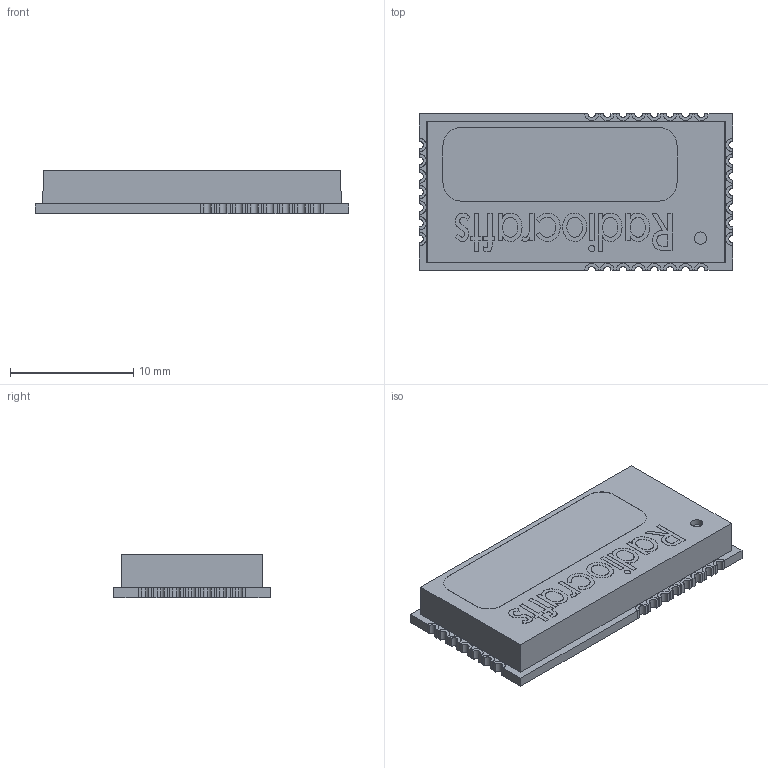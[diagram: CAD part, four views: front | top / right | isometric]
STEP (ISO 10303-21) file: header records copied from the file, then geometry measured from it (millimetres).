
FILE_DESCRIPTION (( 'STEP AP214' ), '1' );
FILE_NAME ('Radiocrafts_433MHz.STEP', '2015-06-15T19:15:04', ( 'Adrien' ), ( '' ), 'SwSTEP 2.0', 'SolidWorks 2015', '' );
FILE_SCHEMA (( 'AUTOMOTIVE_DESIGN' ));
Length unit declared in the file: millimetre
Products named in the file (1): Radiocrafts_433MHz
Bounding box: 25.41 x 12.71 x 3.51 mm (x, y, z)
Volume: 1004.7 mm3; surface area: 1125.8 mm2
Topology: 2 solids, 2 shells, 626 faces, 1717 edges, 1114 vertices
Faces by surface type: plane 369, cylinder 181, bspline 76
Entity records: 30152 total; most frequent: CARTESIAN_POINT 7518, ORIENTED_EDGE 3434, DIRECTION 3057, EDGE_CURVE 1717, VECTOR 1175, LINE 1175, VERTEX_POINT 1114, AXIS2_PLACEMENT_3D 941
